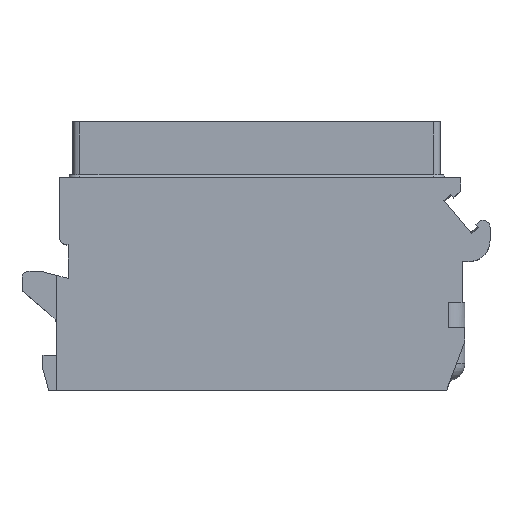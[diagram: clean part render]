
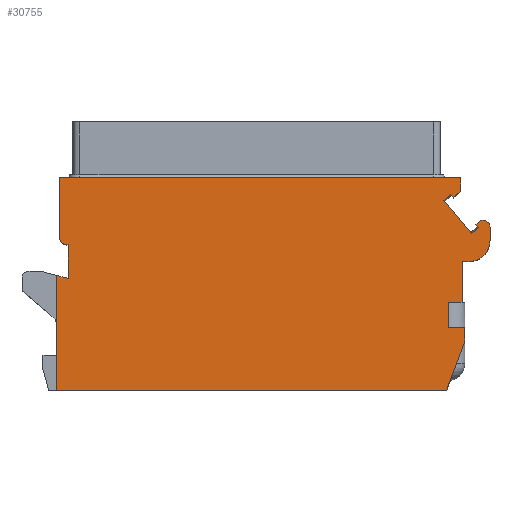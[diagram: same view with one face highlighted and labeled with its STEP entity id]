
A CAD part, top view. The second image highlights one B-rep face of the part: STEP entity #30755.
In plain terms, the highlighted planar face has unit normal (0, 0, 1).
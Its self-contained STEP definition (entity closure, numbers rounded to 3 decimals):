
#98=DIRECTION('',(0.643,-0.766,0.));
#99=VECTOR('',#98,0.3);
#100=CARTESIAN_POINT('',(15.698,11.873,7.));
#101=LINE('',#100,#99);
#102=DIRECTION('',(0.766,0.643,0.));
#103=VECTOR('',#102,0.236);
#104=CARTESIAN_POINT('',(15.698,11.873,7.));
#105=LINE('',#104,#103);
#106=DIRECTION('',(0.,1.,0.));
#107=VECTOR('',#106,0.942);
#108=CARTESIAN_POINT('',(16.7,10.7,7.));
#109=LINE('',#108,#107);
#110=DIRECTION('',(-1.,0.,0.));
#111=VECTOR('',#110,0.5);
#112=CARTESIAN_POINT('',(15.2,9.2,7.));
#113=LINE('',#112,#111);
#114=DIRECTION('',(0.,-1.,0.));
#115=VECTOR('',#114,2.9);
#116=CARTESIAN_POINT('',(14.7,9.2,7.));
#117=LINE('',#116,#115);
#118=DIRECTION('',(-1.,0.,0.));
#119=VECTOR('',#118,1.);
#120=CARTESIAN_POINT('',(14.7,6.3,7.));
#121=LINE('',#120,#119);
#122=DIRECTION('',(0.,-1.,0.));
#123=VECTOR('',#122,1.8);
#124=CARTESIAN_POINT('',(13.7,6.3,7.));
#125=LINE('',#124,#123);
#126=DIRECTION('',(1.,0.,0.));
#127=VECTOR('',#126,1.2);
#128=CARTESIAN_POINT('',(13.7,4.5,7.));
#129=LINE('',#128,#127);
#130=DIRECTION('',(0.,-1.,0.));
#131=VECTOR('',#130,1.);
#132=CARTESIAN_POINT('',(14.9,4.5,7.));
#133=LINE('',#132,#131);
#134=DIRECTION('',(-0.348,-0.937,0.));
#135=VECTOR('',#134,3.734);
#136=CARTESIAN_POINT('',(14.9,3.5,7.));
#137=LINE('',#136,#135);
#138=DIRECTION('',(1.,0.,0.));
#139=VECTOR('',#138,27.9);
#140=CARTESIAN_POINT('',(-14.3,0.,7.));
#141=LINE('',#140,#139);
#142=DIRECTION('',(0.966,-0.259,0.));
#143=VECTOR('',#142,0.828);
#144=CARTESIAN_POINT('',(-14.3,8.205,7.));
#145=LINE('',#144,#143);
#146=DIRECTION('',(0.,1.,0.));
#147=VECTOR('',#146,2.409);
#148=CARTESIAN_POINT('',(-13.5,7.991,7.));
#149=LINE('',#148,#147);
#150=DIRECTION('',(-1.,0.,0.));
#151=VECTOR('',#150,0.1);
#152=CARTESIAN_POINT('',(-13.5,10.4,7.));
#153=LINE('',#152,#151);
#154=CARTESIAN_POINT('',(-13.6,10.9,7.));
#155=DIRECTION('',(0.,0.,1.));
#156=DIRECTION('',(-1.,0.,0.));
#157=AXIS2_PLACEMENT_3D('',#154,#155,#156);
#159=DIRECTION('',(0.,-1.,0.));
#160=VECTOR('',#159,4.3);
#161=CARTESIAN_POINT('',(-14.1,15.2,7.));
#162=LINE('',#161,#160);
#163=DIRECTION('',(-1.,0.,0.));
#164=VECTOR('',#163,28.7);
#165=CARTESIAN_POINT('',(14.6,15.2,7.));
#166=LINE('',#165,#164);
#167=DIRECTION('',(0.,-1.,0.));
#168=VECTOR('',#167,0.985);
#169=CARTESIAN_POINT('',(14.6,15.2,7.));
#170=LINE('',#169,#168);
#171=DIRECTION('',(-0.766,-0.643,0.));
#172=VECTOR('',#171,0.665);
#173=CARTESIAN_POINT('',(14.6,14.215,7.));
#174=LINE('',#173,#172);
#175=DIRECTION('',(0.643,-0.766,0.));
#176=VECTOR('',#175,0.3);
#177=CARTESIAN_POINT('',(13.898,14.018,7.));
#178=LINE('',#177,#176);
#179=DIRECTION('',(0.643,-0.766,0.));
#180=VECTOR('',#179,3.1);
#181=CARTESIAN_POINT('',(13.4,13.6,7.));
#182=LINE('',#181,#180);
#195=CARTESIAN_POINT('',(16.2,11.642,7.));
#196=DIRECTION('',(0.,0.,1.));
#197=DIRECTION('',(1.,0.,0.));
#198=AXIS2_PLACEMENT_3D('',#195,#196,#197);
#222=CARTESIAN_POINT('',(15.2,10.7,7.));
#223=DIRECTION('',(0.,0.,-1.));
#224=DIRECTION('',(1.,0.,0.));
#225=AXIS2_PLACEMENT_3D('',#222,#223,#224);
#448=DIRECTION('',(0.,-1.,0.));
#449=VECTOR('',#448,8.205);
#450=CARTESIAN_POINT('',(-14.3,8.205,7.));
#451=LINE('',#450,#449);
#664=DIRECTION('',(0.766,0.643,0.));
#665=VECTOR('',#664,0.65);
#666=CARTESIAN_POINT('',(13.4,13.6,7.));
#667=LINE('',#666,#665);
#696=DIRECTION('',(-0.766,-0.643,0.));
#697=VECTOR('',#696,0.65);
#698=CARTESIAN_POINT('',(15.891,11.643,7.));
#699=LINE('',#698,#697);
#23776=CARTESIAN_POINT('',(-13.5,7.991,7.));
#23777=CARTESIAN_POINT('',(-13.5,10.4,7.));
#23778=VERTEX_POINT('',#23776);
#23779=VERTEX_POINT('',#23777);
#23780=CARTESIAN_POINT('',(-14.1,10.9,7.));
#23781=CARTESIAN_POINT('',(-13.6,10.4,7.));
#23782=VERTEX_POINT('',#23780);
#23783=VERTEX_POINT('',#23781);
#23784=CARTESIAN_POINT('',(-14.1,15.2,7.));
#23785=VERTEX_POINT('',#23784);
#23786=CARTESIAN_POINT('',(-14.3,8.205,7.));
#23788=VERTEX_POINT('',#23786);
#23798=CARTESIAN_POINT('',(-14.3,0.,7.));
#23799=VERTEX_POINT('',#23798);
#23842=CARTESIAN_POINT('',(14.7,9.2,7.));
#23844=VERTEX_POINT('',#23842);
#23858=CARTESIAN_POINT('',(14.7,6.3,7.));
#23859=CARTESIAN_POINT('',(13.7,6.3,7.));
#23860=VERTEX_POINT('',#23858);
#23861=VERTEX_POINT('',#23859);
#23862=CARTESIAN_POINT('',(13.7,4.5,7.));
#23863=VERTEX_POINT('',#23862);
#23864=CARTESIAN_POINT('',(14.9,4.5,7.));
#23865=VERTEX_POINT('',#23864);
#23866=CARTESIAN_POINT('',(14.9,3.5,7.));
#23867=VERTEX_POINT('',#23866);
#23868=CARTESIAN_POINT('',(13.6,0.,7.));
#23869=VERTEX_POINT('',#23868);
#23871=CARTESIAN_POINT('',(16.7,10.7,7.));
#23873=VERTEX_POINT('',#23871);
#23875=CARTESIAN_POINT('',(15.2,9.2,7.));
#23877=VERTEX_POINT('',#23875);
#23899=CARTESIAN_POINT('',(14.6,15.2,7.));
#23900=CARTESIAN_POINT('',(14.6,14.215,7.));
#23901=VERTEX_POINT('',#23899);
#23902=VERTEX_POINT('',#23900);
#23904=CARTESIAN_POINT('',(16.7,11.642,7.));
#23906=VERTEX_POINT('',#23904);
#23908=CARTESIAN_POINT('',(15.879,12.025,7.));
#23910=VERTEX_POINT('',#23908);
#26379=CARTESIAN_POINT('',(13.4,13.6,7.));
#26380=VERTEX_POINT('',#26379);
#26381=CARTESIAN_POINT('',(15.393,11.225,7.));
#26383=VERTEX_POINT('',#26381);
#26391=CARTESIAN_POINT('',(14.091,13.788,7.));
#26392=VERTEX_POINT('',#26391);
#26394=CARTESIAN_POINT('',(13.898,14.018,7.));
#26396=VERTEX_POINT('',#26394);
#26401=CARTESIAN_POINT('',(15.698,11.873,7.));
#26402=VERTEX_POINT('',#26401);
#26403=CARTESIAN_POINT('',(15.891,11.643,7.));
#26405=VERTEX_POINT('',#26403);
#30697=CARTESIAN_POINT('',(0.,0.,7.));
#30698=DIRECTION('',(0.,0.,1.));
#30699=DIRECTION('',(1.,0.,0.));
#30700=AXIS2_PLACEMENT_3D('',#30697,#30698,#30699);
#30701=PLANE('',#30700);
#30702=ORIENTED_EDGE('',*,*,#30687,.F.);
#30704=ORIENTED_EDGE('',*,*,#30703,.T.);
#30706=ORIENTED_EDGE('',*,*,#30705,.F.);
#30708=ORIENTED_EDGE('',*,*,#30707,.F.);
#30710=ORIENTED_EDGE('',*,*,#30709,.T.);
#30712=ORIENTED_EDGE('',*,*,#30711,.T.);
#30714=ORIENTED_EDGE('',*,*,#30713,.T.);
#30716=ORIENTED_EDGE('',*,*,#30715,.T.);
#30718=ORIENTED_EDGE('',*,*,#30717,.T.);
#30720=ORIENTED_EDGE('',*,*,#30719,.T.);
#30722=ORIENTED_EDGE('',*,*,#30721,.T.);
#30724=ORIENTED_EDGE('',*,*,#30723,.T.);
#30726=ORIENTED_EDGE('',*,*,#30725,.F.);
#30728=ORIENTED_EDGE('',*,*,#30727,.F.);
#30730=ORIENTED_EDGE('',*,*,#30729,.T.);
#30732=ORIENTED_EDGE('',*,*,#30731,.T.);
#30734=ORIENTED_EDGE('',*,*,#30733,.T.);
#30736=ORIENTED_EDGE('',*,*,#30735,.F.);
#30738=ORIENTED_EDGE('',*,*,#30737,.F.);
#30740=ORIENTED_EDGE('',*,*,#30739,.F.);
#30742=ORIENTED_EDGE('',*,*,#30741,.T.);
#30744=ORIENTED_EDGE('',*,*,#30743,.T.);
#30746=ORIENTED_EDGE('',*,*,#30745,.F.);
#30748=ORIENTED_EDGE('',*,*,#30747,.F.);
#30750=ORIENTED_EDGE('',*,*,#30749,.T.);
#30752=ORIENTED_EDGE('',*,*,#30751,.F.);
#30753=EDGE_LOOP('',(#30702,#30704,#30706,#30708,#30710,#30712,#30714,#30716,
#30718,#30720,#30722,#30724,#30726,#30728,#30730,#30732,#30734,#30736,#30738,
#30740,#30742,#30744,#30746,#30748,#30750,#30752));
#30754=FACE_OUTER_BOUND('',#30753,.F.);
#30755=ADVANCED_FACE('',(#30754),#30701,.T.);
#158=CIRCLE('',#157,0.5);
#199=CIRCLE('',#198,0.5);
#226=CIRCLE('',#225,1.5);
#30687=EDGE_CURVE('',#26402,#26405,#101,.T.);
#30703=EDGE_CURVE('',#26402,#23910,#105,.T.);
#30705=EDGE_CURVE('',#23906,#23910,#199,.T.);
#30707=EDGE_CURVE('',#23873,#23906,#109,.T.);
#30709=EDGE_CURVE('',#23873,#23877,#226,.T.);
#30711=EDGE_CURVE('',#23877,#23844,#113,.T.);
#30713=EDGE_CURVE('',#23844,#23860,#117,.T.);
#30715=EDGE_CURVE('',#23860,#23861,#121,.T.);
#30717=EDGE_CURVE('',#23861,#23863,#125,.T.);
#30719=EDGE_CURVE('',#23863,#23865,#129,.T.);
#30721=EDGE_CURVE('',#23865,#23867,#133,.T.);
#30723=EDGE_CURVE('',#23867,#23869,#137,.T.);
#30725=EDGE_CURVE('',#23799,#23869,#141,.T.);
#30727=EDGE_CURVE('',#23788,#23799,#451,.T.);
#30729=EDGE_CURVE('',#23788,#23778,#145,.T.);
#30731=EDGE_CURVE('',#23778,#23779,#149,.T.);
#30733=EDGE_CURVE('',#23779,#23783,#153,.T.);
#30735=EDGE_CURVE('',#23782,#23783,#158,.T.);
#30737=EDGE_CURVE('',#23785,#23782,#162,.T.);
#30739=EDGE_CURVE('',#23901,#23785,#166,.T.);
#30741=EDGE_CURVE('',#23901,#23902,#170,.T.);
#30743=EDGE_CURVE('',#23902,#26392,#174,.T.);
#30745=EDGE_CURVE('',#26396,#26392,#178,.T.);
#30747=EDGE_CURVE('',#26380,#26396,#667,.T.);
#30749=EDGE_CURVE('',#26380,#26383,#182,.T.);
#30751=EDGE_CURVE('',#26405,#26383,#699,.T.);
